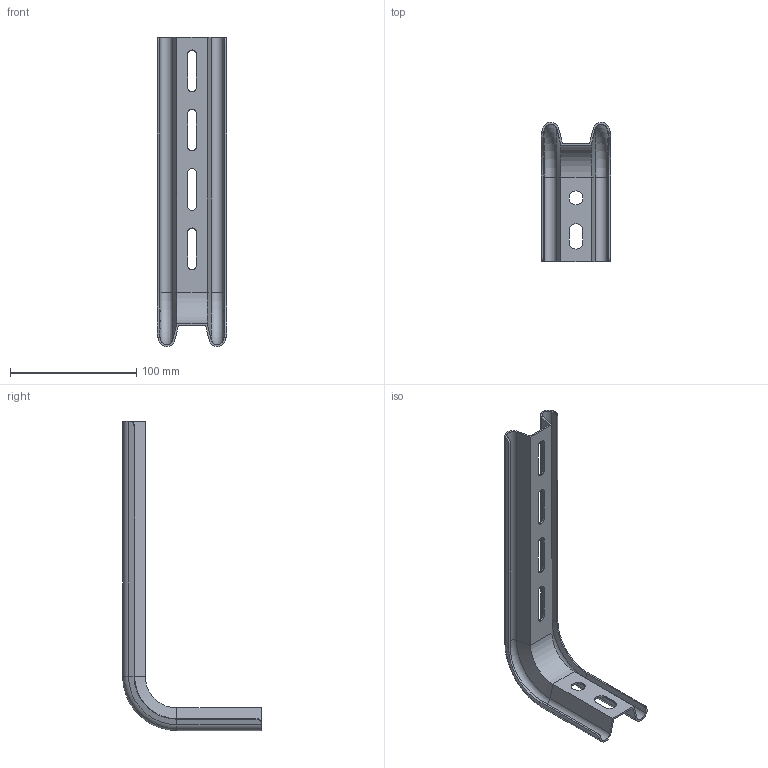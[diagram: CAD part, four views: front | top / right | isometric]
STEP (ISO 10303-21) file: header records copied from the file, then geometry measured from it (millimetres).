
FILE_DESCRIPTION (( 'STEP AP203' ), '1' );
FILE_NAME ('CLW10-VÑ-200_Êîíñîëü VÑ 200.STEP', '2016-04-13T12:08:38', ( '' ), ( '' ), 'SwSTEP 2.0', 'SolidWorks 2014', '' );
FILE_SCHEMA (( 'CONFIG_CONTROL_DESIGN' ));
Length unit declared in the file: millimetre
Products named in the file (1): CLW10-VÑ-200_Êîíñîëü VÑ 200
Bounding box: 55 x 109.98 x 244.98 mm (x, y, z)
Volume: 40277.1 mm3; surface area: 55496.9 mm2
Topology: 1 solids, 1 shells, 75 faces, 187 edges, 114 vertices
Faces by surface type: plane 36, cylinder 25, cone 10, torus 4
Full cylindrical faces by diameter (mm): 11 x1
Entity records: 2303 total; most frequent: DIRECTION 400, CARTESIAN_POINT 376, ORIENTED_EDGE 372, EDGE_CURVE 186, AXIS2_PLACEMENT_3D 138, LINE 124, VECTOR 124, VERTEX_POINT 114
